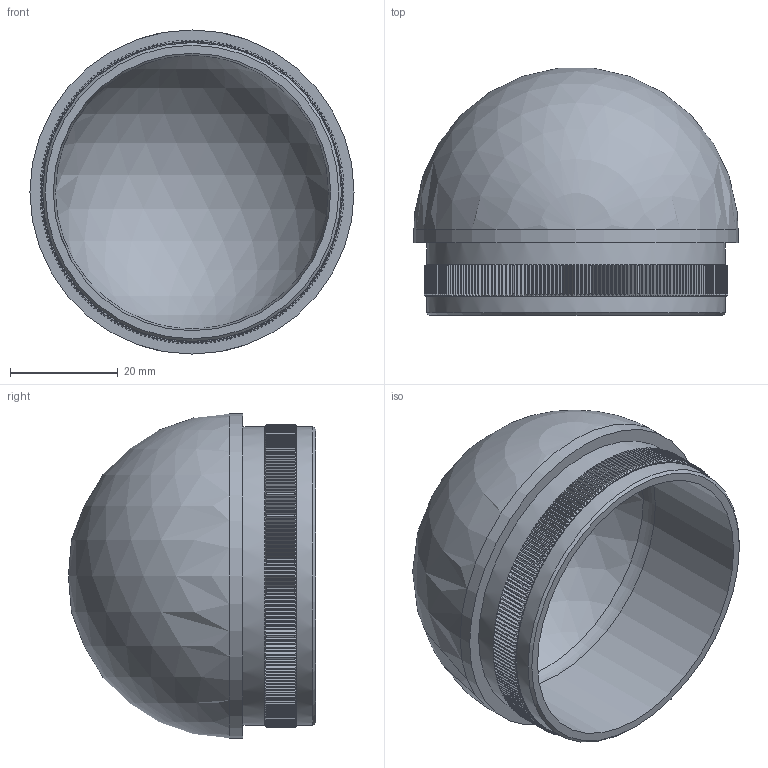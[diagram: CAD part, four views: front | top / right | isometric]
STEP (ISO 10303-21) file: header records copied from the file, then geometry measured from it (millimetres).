
FILE_DESCRIPTION (( 'STEP AP203' ), '1' );
FILE_NAME ('50272-240G.step', '2021-11-25T15:03:30', ( '' ), ( '' ), 'SwSTEP 2.0', 'SolidWorks 2018', '' );
FILE_SCHEMA (( 'CONFIG_CONTROL_DESIGN' ));
Length unit declared in the file: millimetre
Products named in the file (2): 50272-240G
Bounding box: 60.3 x 45.96 x 60.3 mm (x, y, z)
Volume: 25823.7 mm3; surface area: 17031.4 mm2
Topology: 1 solids, 1 shells, 1620 faces, 3858 edges, 2264 vertices
Faces by surface type: plane 797, cone 461, cylinder 258, bspline 101, sphere 2, torus 1
Full cylindrical faces by diameter (mm): 51.6 x1, 55.6 x2, 60.3 x1
Entity records: 51098 total; most frequent: CARTESIAN_POINT 15582, ORIENTED_EDGE 7692, DIRECTION 6988, EDGE_CURVE 3846, AXIS2_PLACEMENT_3D 2773, VERTEX_POINT 2260, EDGE_LOOP 1652, FACE_OUTER_BOUND 1625
